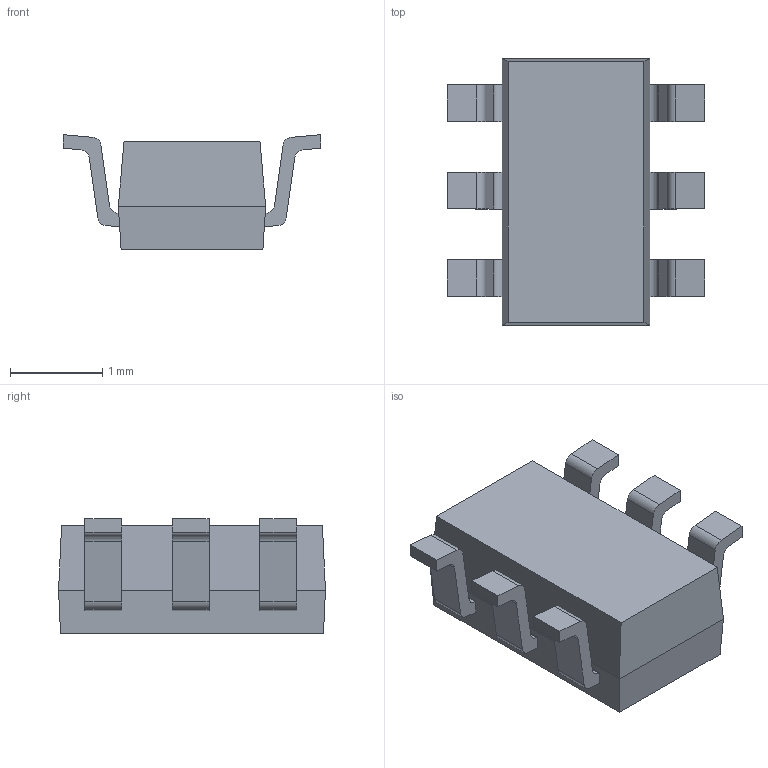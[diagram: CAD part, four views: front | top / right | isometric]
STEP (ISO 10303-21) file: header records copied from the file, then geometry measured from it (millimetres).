
FILE_DESCRIPTION((''),'2;1');
FILE_NAME('TISP4P0XXL1N','2012-08-31T',('ryans'),('Bourns, Inc.'),'PRO/ENGINEER BY PARAMETRIC TECHNOLOGY CORPORATION, 2010100','PRO/ENGINEER BY PARAMETRIC TECHNOLOGY CORPORATION, 2010100','');
FILE_SCHEMA(('CONFIG_CONTROL_DESIGN'));
Length unit declared in the file: millimetre
Products named in the file (1): TISP4P0XXL1N
Bounding box: 2.8 x 2.9 x 1.25 mm (x, y, z)
Volume: 5.7 mm3; surface area: 27.3 mm2
Topology: 1 solids, 1 shells, 88 faces, 236 edges, 156 vertices
Faces by surface type: plane 64, cylinder 24
Entity records: 2774 total; most frequent: CARTESIAN_POINT 480, ORIENTED_EDGE 472, DIRECTION 460, EDGE_CURVE 236, VECTOR 188, LINE 188, VERTEX_POINT 156, AXIS2_PLACEMENT_3D 136
